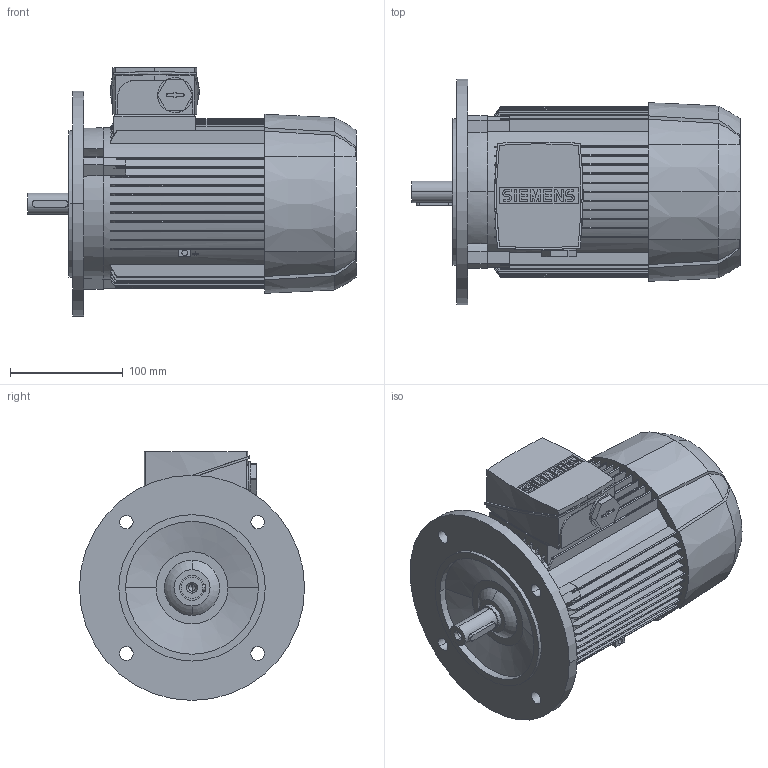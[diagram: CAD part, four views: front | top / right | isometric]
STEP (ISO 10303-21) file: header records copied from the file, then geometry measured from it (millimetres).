
FILE_DESCRIPTION(('STEP AP214'),'1');
FILE_NAME('cctmp_6B1379C9-20EA-4085-B1AC-5AD0A756F5C7_2023_06_26_13_53_41_0786..stp','2023-06-26T11:53:42',('SIEMENS A&D'),('CADClick - www.CADClick.com'),'Spatial InterOp 3D',' ','unknown authorization');
FILE_SCHEMA(('AUTOMOTIVE_DESIGN'));
Length unit declared in the file: millimetre
Products named in the file (1): 2023_06_26_13_53_41_0786
Bounding box: 292 x 200 x 221 mm (x, y, z)
Volume: 4475662.4 mm3; surface area: 303931.6 mm2
Topology: 1 solids, 1 shells, 583 faces, 1645 edges, 1079 vertices
Faces by surface type: plane 348, cylinder 161, torus 56, cone 18
Entity records: 25256 total; most frequent: CARTESIAN_POINT 5427, ORIENTED_EDGE 3262, DIRECTION 3105, EDGE_CURVE 1631, VERTEX_POINT 1079, AXIS2_PLACEMENT_3D 1066, LINE 973, VECTOR 973
